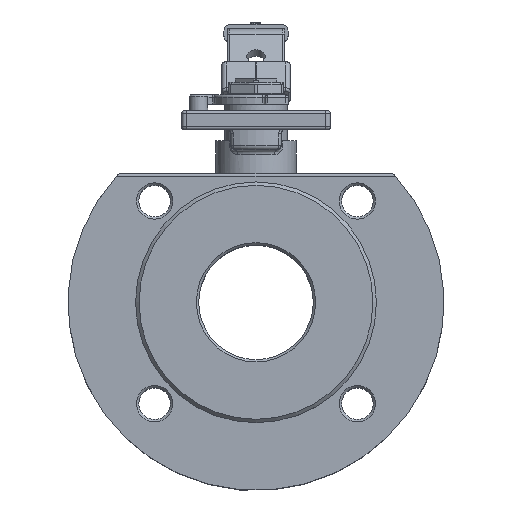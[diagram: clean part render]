
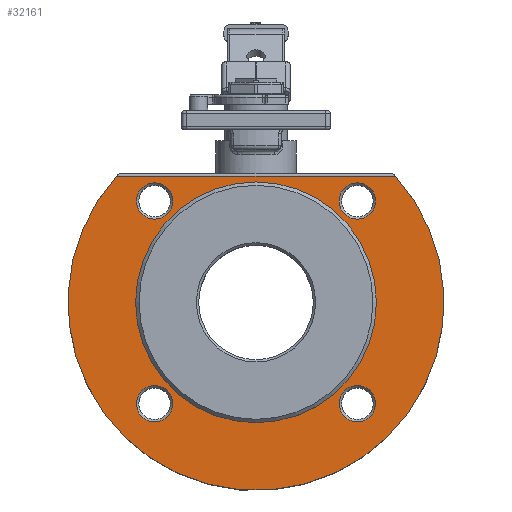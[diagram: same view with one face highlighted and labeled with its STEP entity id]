
A CAD part, top view. The second image highlights one B-rep face of the part: STEP entity #32161.
In plain terms, the highlighted planar face has unit normal (0, 0, 1).
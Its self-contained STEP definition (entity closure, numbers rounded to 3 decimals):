
#2344=LINE('',#42051,#5031);
#5031=VECTOR('',#35387,121.639);
#7782=FACE_BOUND('',#10806,.T.);
#7783=FACE_BOUND('',#10807,.T.);
#7784=FACE_BOUND('',#10808,.T.);
#7785=FACE_BOUND('',#10809,.T.);
#7786=FACE_BOUND('',#10810,.T.);
#8944=FACE_OUTER_BOUND('',#10805,.T.);
#10805=EDGE_LOOP('',(#25270,#25271));
#10806=EDGE_LOOP('',(#25272));
#10807=EDGE_LOOP('',(#25273));
#10808=EDGE_LOOP('',(#25274));
#10809=EDGE_LOOP('',(#25275));
#10810=EDGE_LOOP('',(#25276));
#11609=CIRCLE('',#33024,52.5);
#11720=CIRCLE('',#33219,82.);
#11807=CIRCLE('',#33778,7.918);
#11809=CIRCLE('',#33782,7.918);
#11811=CIRCLE('',#33786,7.918);
#11813=CIRCLE('',#33790,7.918);
#12255=VERTEX_POINT('',#41173);
#12377=VERTEX_POINT('',#42049);
#12378=VERTEX_POINT('',#42050);
#13939=VERTEX_POINT('',#53754);
#13941=VERTEX_POINT('',#53760);
#13943=VERTEX_POINT('',#53766);
#13945=VERTEX_POINT('',#53772);
#15342=EDGE_CURVE('',#12255,#12255,#11609,.T.);
#15523=EDGE_CURVE('',#12377,#12378,#2344,.T.);
#15595=EDGE_CURVE('',#12377,#12378,#11720,.T.);
#17898=EDGE_CURVE('',#13939,#13939,#11807,.T.);
#17900=EDGE_CURVE('',#13941,#13941,#11809,.T.);
#17902=EDGE_CURVE('',#13943,#13943,#11811,.T.);
#17904=EDGE_CURVE('',#13945,#13945,#11813,.T.);
#25270=ORIENTED_EDGE('',*,*,#15523,.F.);
#25271=ORIENTED_EDGE('',*,*,#15595,.T.);
#25272=ORIENTED_EDGE('',*,*,#17902,.F.);
#25273=ORIENTED_EDGE('',*,*,#17898,.F.);
#25274=ORIENTED_EDGE('',*,*,#15342,.T.);
#25275=ORIENTED_EDGE('',*,*,#17900,.F.);
#25276=ORIENTED_EDGE('',*,*,#17904,.F.);
#29065=PLANE('',#33789);
#32161=ADVANCED_FACE('',(#8944,#7782,#7783,#7784,#7785,#7786),#29065,.T.);
#33024=AXIS2_PLACEMENT_3D('',#41174,#35043,#35044);
#33219=AXIS2_PLACEMENT_3D('',#42259,#35525,#35526);
#33778=AXIS2_PLACEMENT_3D('',#53755,#38047,#38048);
#33782=AXIS2_PLACEMENT_3D('',#53761,#38055,#38056);
#33786=AXIS2_PLACEMENT_3D('',#53767,#38063,#38064);
#33789=AXIS2_PLACEMENT_3D('',#53771,#38069,#38070);
#33790=AXIS2_PLACEMENT_3D('',#53773,#38071,#38072);
#35043=DIRECTION('center_axis',(0.,0.,-1.));
#35044=DIRECTION('ref_axis',(-1.,0.,0.));
#35387=DIRECTION('',(1.,0.,0.));
#35525=DIRECTION('center_axis',(0.,0.,1.));
#35526=DIRECTION('ref_axis',(0.73,-0.683,0.));
#38047=DIRECTION('center_axis',(0.,0.,1.));
#38048=DIRECTION('ref_axis',(0.,-1.,0.));
#38055=DIRECTION('center_axis',(0.,0.,1.));
#38056=DIRECTION('ref_axis',(-1.,0.,0.));
#38063=DIRECTION('center_axis',(0.,0.,1.));
#38064=DIRECTION('ref_axis',(0.,1.,0.));
#38069=DIRECTION('center_axis',(0.,0.,1.));
#38070=DIRECTION('ref_axis',(1.,0.,0.));
#38071=DIRECTION('center_axis',(0.,0.,1.));
#38072=DIRECTION('ref_axis',(1.,0.,0.));
#41173=CARTESIAN_POINT('',(52.5,0.,38.5));
#41174=CARTESIAN_POINT('Origin',(0.,0.,38.5));
#42049=CARTESIAN_POINT('',(-60.819,55.,38.5));
#42050=CARTESIAN_POINT('',(60.819,55.,38.5));
#42051=CARTESIAN_POINT('',(29.95,55.,38.5));
#42259=CARTESIAN_POINT('Origin',(0.,0.,38.5));
#53754=CARTESIAN_POINT('',(-44.194,52.112,38.5));
#53755=CARTESIAN_POINT('Origin',(-44.194,44.194,38.5));
#53760=CARTESIAN_POINT('',(52.112,44.194,38.5));
#53761=CARTESIAN_POINT('Origin',(44.194,44.194,38.5));
#53766=CARTESIAN_POINT('',(44.194,-52.112,38.5));
#53767=CARTESIAN_POINT('Origin',(44.194,-44.194,38.5));
#53771=CARTESIAN_POINT('Origin',(0.,-1.625,
38.5));
#53772=CARTESIAN_POINT('',(-52.112,-44.194,38.5));
#53773=CARTESIAN_POINT('Origin',(-44.194,-44.194,38.5));
